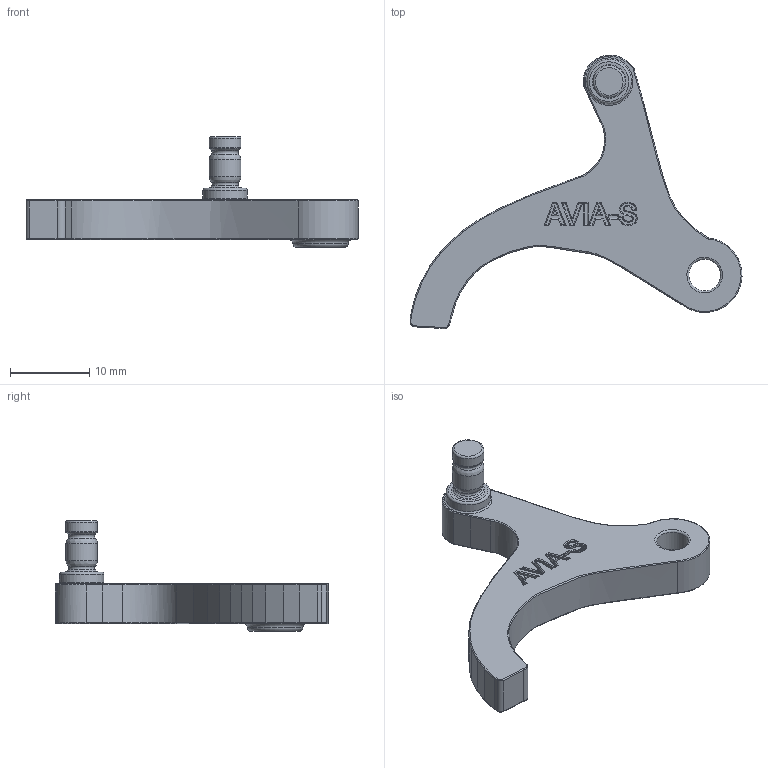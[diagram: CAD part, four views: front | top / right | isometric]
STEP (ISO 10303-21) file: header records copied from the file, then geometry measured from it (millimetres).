
FILE_DESCRIPTION(/* description */ ('','CAx-IF Rec.Pracs.---Representation and Presentation of Product Manufacturing Information (PMI)---4.0---2014-10-13'),/* implementation_level */ '2;1');
FILE_NAME(/* name */ 'gunfighter soft center.step',/* time_stamp */ '2024-12-24T07:53:09-06:00',/* author */ (''),/* organization */ (''),/* preprocessor_version */ 'ST-DEVELOPER v20',/* originating_system */ 'Autodesk Translation Framework v13.20.0.188',/* authorisation */ '');
FILE_SCHEMA (('AP242_MANAGED_MODEL_BASED_3D_ENGINEERING_MIM_LF { 1 0 10303 442 1 1 4 }'));
Length unit declared in the file: millimetre
Products named in the file (1): soft cam base gimbal
Bounding box: 41.9 x 34.54 x 14 mm (x, y, z)
Volume: 2419.5 mm3; surface area: 1799.3 mm2
Topology: 1 solids, 1 shells, 272 faces, 631 edges, 372 vertices
Faces by surface type: bspline 101, cylinder 80, plane 68, torus 21, cone 2
Full cylindrical faces by diameter (mm): 4 x3, 5.6 x1
Entity records: 12870 total; most frequent: CARTESIAN_POINT 7371, ORIENTED_EDGE 1262, DIRECTION 879, EDGE_CURVE 631, VERTEX_POINT 372, LINE 293, VECTOR 293, AXIS2_PLACEMENT_3D 293
